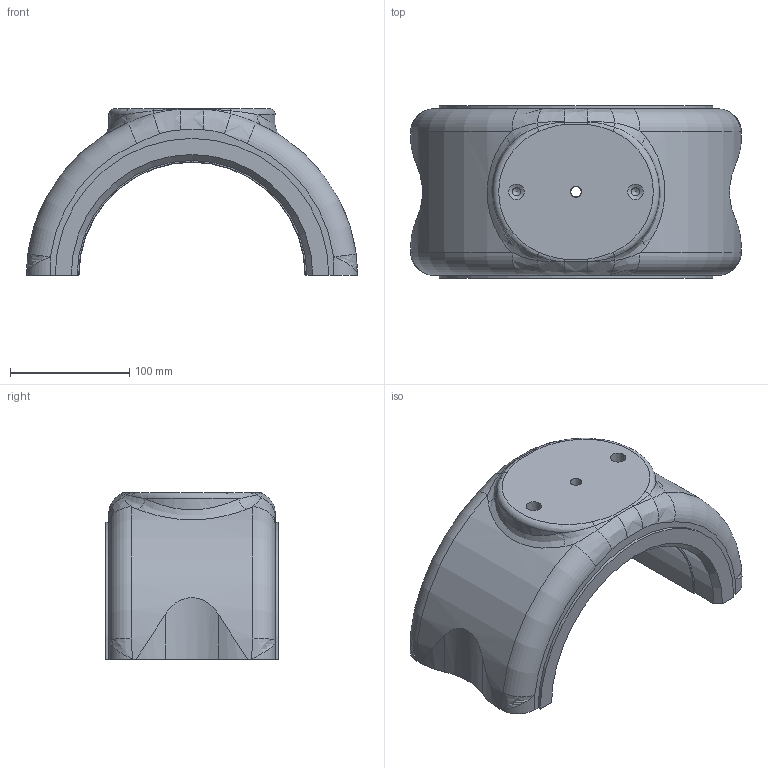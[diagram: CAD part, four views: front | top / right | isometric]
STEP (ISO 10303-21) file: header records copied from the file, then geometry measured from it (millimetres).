
FILE_DESCRIPTION (( 'STEP AP203' ), '1' );
FILE_NAME ('392B02P10-½Ä±ì»\.STEP', '2023-09-28T06:15:15', ( '' ), ( '' ), 'SwSTEP 2.0', 'SolidWorks 2018', '' );
FILE_SCHEMA (( 'CONFIG_CONTROL_DESIGN' ));
Length unit declared in the file: millimetre
Products named in the file (1): 392B02P10-衝桿蓋
Bounding box: 278 x 145 x 140 mm (x, y, z)
Volume: 2189142.4 mm3; surface area: 160114.3 mm2
Topology: 1 solids, 1 shells, 98 faces, 241 edges, 143 vertices
Faces by surface type: bspline 34, cylinder 32, cone 15, plane 11, torus 6
Full cylindrical faces by diameter (mm): 6.8 x2, 8.7 x1, 9.8 x2, 13 x4, 17.5 x4
Entity records: 4555 total; most frequent: CARTESIAN_POINT 2538, ORIENTED_EDGE 410, DIRECTION 364, EDGE_CURVE 205, AXIS2_PLACEMENT_3D 161, VERTEX_POINT 135, EDGE_LOOP 126, FACE_OUTER_BOUND 111
